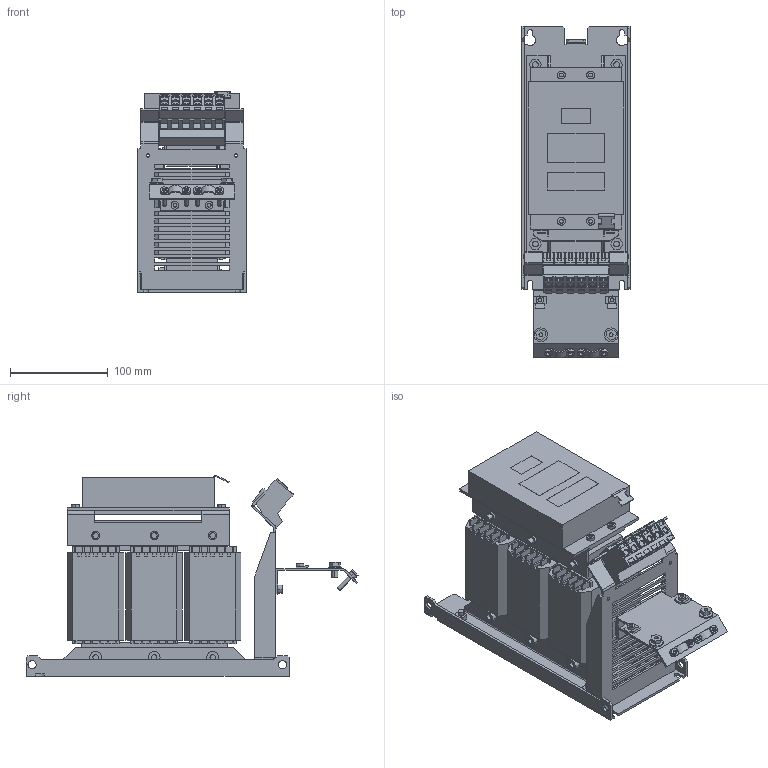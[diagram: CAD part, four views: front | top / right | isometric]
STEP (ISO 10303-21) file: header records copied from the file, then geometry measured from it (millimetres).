
FILE_DESCRIPTION((''),'2;1');
FILE_NAME('132H5064-V001-030222','2023-04-06T12:28:14',('U388355'),('Danfoss Power Electronics'),'CREO PARAMETRIC BY PTC INC, 2020342','CREO PARAMETRIC BY PTC INC, 2020342','');
FILE_SCHEMA(('CONFIG_CONTROL_DESIGN','GEOMETRIC_VALIDATION_PROPERTIES_MIM'));
Length unit declared in the file: millimetre
Products named in the file (1): 132H5064-V001-030222
Bounding box: 111 x 340.5 x 206 mm (x, y, z)
Volume: 2561905.1 mm3; surface area: 402377.5 mm2
Topology: 13 solids, 13 shells, 1437 faces, 3833 edges, 2515 vertices
Faces by surface type: plane 1239, cylinder 198
Entity records: 44273 total; most frequent: CARTESIAN_POINT 7855, ORIENTED_EDGE 7666, DIRECTION 7104, EDGE_CURVE 3833, VECTOR 3408, LINE 3408, VERTEX_POINT 2515, AXIS2_PLACEMENT_3D 1848
